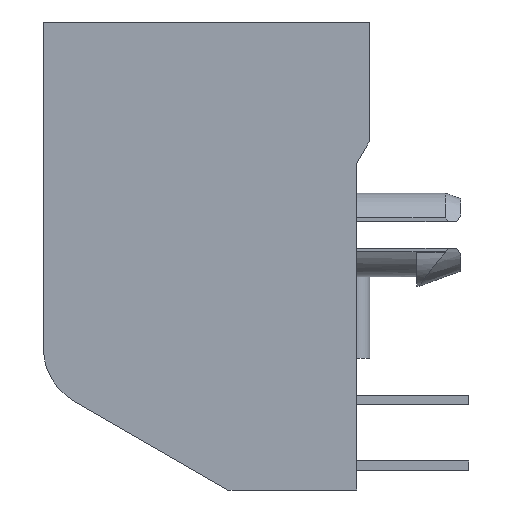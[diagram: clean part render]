
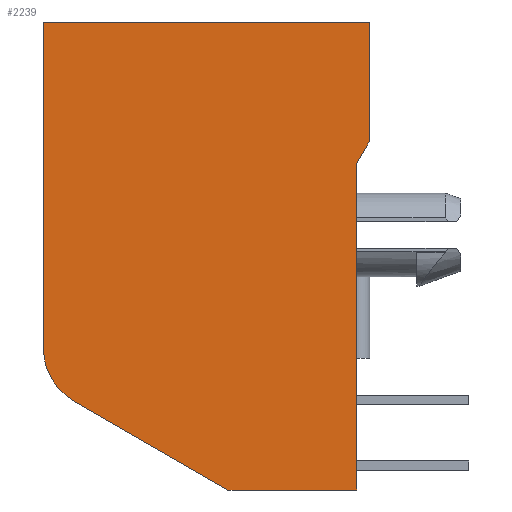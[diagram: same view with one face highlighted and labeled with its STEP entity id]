
A CAD part, left-side view. The second image highlights one B-rep face of the part: STEP entity #2239.
In plain terms, the highlighted planar face has unit normal (-1, 0, 0).
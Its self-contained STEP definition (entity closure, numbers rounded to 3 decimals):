
#2=DIRECTION('',(0.,1.,0.));
#3=VECTOR('',#2,4.953);
#4=CARTESIAN_POINT('',(-6.642,-5.779,-18.034));
#5=LINE('',#4,#3);
#6=DIRECTION('',(0.,0.866,0.5));
#7=VECTOR('',#6,6.863);
#8=CARTESIAN_POINT('',(-6.642,-0.826,-18.034));
#9=LINE('',#8,#7);
#10=CARTESIAN_POINT('',(-6.642,3.95,-12.579));
#11=DIRECTION('',(1.,0.,0.));
#12=DIRECTION('',(0.,0.5,-0.866));
#13=AXIS2_PLACEMENT_3D('',#10,#11,#12);
#15=DIRECTION('',(0.,0.,1.));
#16=VECTOR('',#15,12.579);
#17=CARTESIAN_POINT('',(-6.642,6.287,-12.579));
#18=LINE('',#17,#16);
#19=DIRECTION('',(0.,-1.,0.));
#20=VECTOR('',#19,12.573);
#21=CARTESIAN_POINT('',(-6.642,6.287,0.));
#22=LINE('',#21,#20);
#23=DIRECTION('',(0.,0.,-1.));
#24=VECTOR('',#23,4.581);
#25=CARTESIAN_POINT('',(-6.642,-6.287,0.));
#26=LINE('',#25,#24);
#27=DIRECTION('',(0.,0.5,-0.866));
#28=VECTOR('',#27,1.016);
#29=CARTESIAN_POINT('',(-6.642,-6.287,-4.581));
#30=LINE('',#29,#28);
#51=DIRECTION('',(0.,0.,1.));
#52=VECTOR('',#51,12.573);
#53=CARTESIAN_POINT('',(-6.642,-5.779,-18.034));
#54=LINE('',#53,#52);
#1704=CARTESIAN_POINT('',(-6.642,6.287,0.));
#1705=CARTESIAN_POINT('',(-6.642,-6.287,0.));
#1706=VERTEX_POINT('',#1704);
#1707=VERTEX_POINT('',#1705);
#1708=CARTESIAN_POINT('',(-6.642,-6.287,-4.581));
#1709=VERTEX_POINT('',#1708);
#1710=CARTESIAN_POINT('',(-6.642,-5.779,-5.461));
#1711=VERTEX_POINT('',#1710);
#1712=CARTESIAN_POINT('',(-6.642,-5.779,-18.034));
#1713=CARTESIAN_POINT('',(-6.642,-0.826,-18.034));
#1714=VERTEX_POINT('',#1712);
#1715=VERTEX_POINT('',#1713);
#1716=CARTESIAN_POINT('',(-6.642,5.118,-14.602));
#1717=VERTEX_POINT('',#1716);
#1718=CARTESIAN_POINT('',(-6.642,6.287,-12.579));
#1719=VERTEX_POINT('',#1718);
#2216=CARTESIAN_POINT('',(-6.642,0.,0.));
#2217=DIRECTION('',(1.,0.,0.));
#2218=DIRECTION('',(0.,0.,-1.));
#2219=AXIS2_PLACEMENT_3D('',#2216,#2217,#2218);
#2220=PLANE('',#2219);
#2222=ORIENTED_EDGE('',*,*,#2221,.F.);
#2224=ORIENTED_EDGE('',*,*,#2223,.T.);
#2226=ORIENTED_EDGE('',*,*,#2225,.T.);
#2228=ORIENTED_EDGE('',*,*,#2227,.T.);
#2230=ORIENTED_EDGE('',*,*,#2229,.T.);
#2232=ORIENTED_EDGE('',*,*,#2231,.T.);
#2234=ORIENTED_EDGE('',*,*,#2233,.T.);
#2236=ORIENTED_EDGE('',*,*,#2235,.T.);
#2237=EDGE_LOOP('',(#2222,#2224,#2226,#2228,#2230,#2232,#2234,#2236));
#2238=FACE_OUTER_BOUND('',#2237,.F.);
#2239=ADVANCED_FACE('',(#2238),#2220,.F.);
#14=CIRCLE('',#13,2.337);
#2221=EDGE_CURVE('',#1714,#1711,#54,.T.);
#2223=EDGE_CURVE('',#1714,#1715,#5,.T.);
#2225=EDGE_CURVE('',#1715,#1717,#9,.T.);
#2227=EDGE_CURVE('',#1717,#1719,#14,.T.);
#2229=EDGE_CURVE('',#1719,#1706,#18,.T.);
#2231=EDGE_CURVE('',#1706,#1707,#22,.T.);
#2233=EDGE_CURVE('',#1707,#1709,#26,.T.);
#2235=EDGE_CURVE('',#1709,#1711,#30,.T.);
